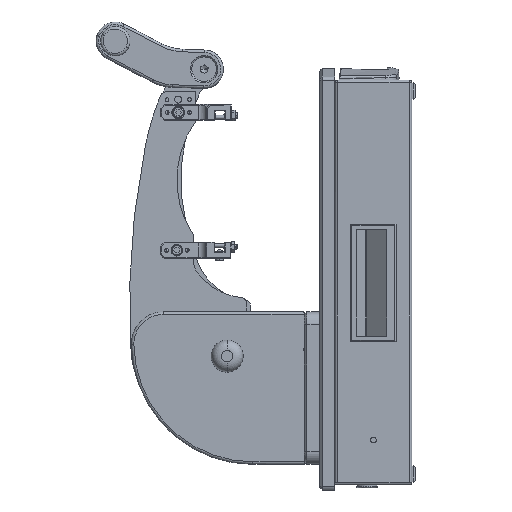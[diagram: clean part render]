
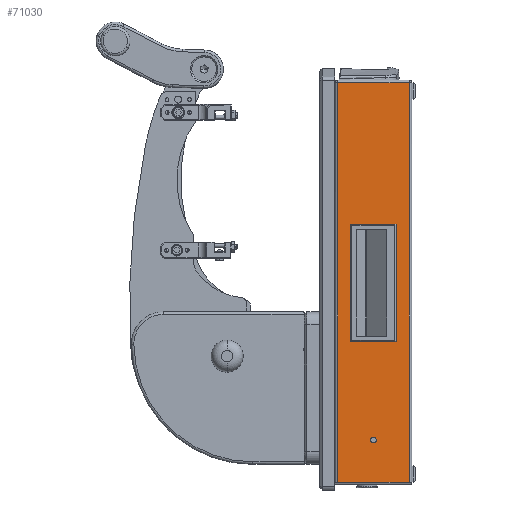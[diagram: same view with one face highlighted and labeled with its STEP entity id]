
A CAD part, left-side view. The second image highlights one B-rep face of the part: STEP entity #71030.
In plain terms, the highlighted face is planar.
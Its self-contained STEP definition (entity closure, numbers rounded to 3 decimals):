
#798 = ORIENTED_EDGE ( 'NONE', *, *, #66410, .T. ) ;
#906 = LINE ( 'NONE', #31677, #17296 ) ;
#1386 = EDGE_CURVE ( 'NONE', #83157, #86810, #906, .T. ) ;
#1671 = ORIENTED_EDGE ( 'NONE', *, *, #15188, .T. ) ;
#1842 = EDGE_CURVE ( 'NONE', #80948, #66124, #34750, .T. ) ;
#2761 = ORIENTED_EDGE ( 'NONE', *, *, #42714, .F. ) ;
#3712 = CIRCLE ( 'NONE', #90837, 2.25 ) ;
#3872 = ORIENTED_EDGE ( 'NONE', *, *, #27980, .T. ) ;
#5638 = FACE_OUTER_BOUND ( 'NONE', #88974, .T. ) ;
#6300 = DIRECTION ( 'NONE',  ( 0., 0., -1. ) ) ;
#6770 = VERTEX_POINT ( 'NONE', #46460 ) ;
#6951 = DIRECTION ( 'NONE',  ( 0., -1., 0. ) ) ;
#8771 = LINE ( 'NONE', #66735, #36097 ) ;
#10462 = EDGE_CURVE ( 'NONE', #13949, #27579, #46623, .T. ) ;
#11472 = DIRECTION ( 'NONE',  ( 0., 1., 0. ) ) ;
#12003 = CARTESIAN_POINT ( 'NONE',  ( 200.3, 0., 13.85 ) ) ;
#12605 = VERTEX_POINT ( 'NONE', #38662 ) ;
#13040 = DIRECTION ( 'NONE',  ( 0., 0., 1. ) ) ;
#13757 = DIRECTION ( 'NONE',  ( 0., -1., 0. ) ) ;
#13949 = VERTEX_POINT ( 'NONE', #78914 ) ;
#14806 = VECTOR ( 'NONE', #15330, 1000. ) ;
#15188 = EDGE_CURVE ( 'NONE', #68389, #52796, #44031, .T. ) ;
#15330 = DIRECTION ( 'NONE',  ( 1., 0., 0. ) ) ;
#15787 = DIRECTION ( 'NONE',  ( 0., 0., 1. ) ) ;
#15838 = ORIENTED_EDGE ( 'NONE', *, *, #63394, .T. ) ;
#17123 = DIRECTION ( 'NONE',  ( 0., 0., -1. ) ) ;
#17296 = VECTOR ( 'NONE', #31375, 1000. ) ;
#19162 = CARTESIAN_POINT ( 'NONE',  ( 2.1, 0., 30. ) ) ;
#19807 = AXIS2_PLACEMENT_3D ( 'NONE', #62857, #69959, #6300 ) ;
#20222 = LINE ( 'NONE', #48966, #14806 ) ;
#20588 = CARTESIAN_POINT ( 'NONE',  ( 2.1, 0., 27.9 ) ) ;
#24743 = EDGE_LOOP ( 'NONE', ( #36578, #798, #15838, #58490, #52430, #72099, #42440, #3872 ) ) ;
#24896 = EDGE_CURVE ( 'NONE', #12605, #82761, #28960, .T. ) ;
#25250 = VERTEX_POINT ( 'NONE', #88246 ) ;
#25353 = CARTESIAN_POINT ( 'NONE',  ( 2.1, 0., -27.9 ) ) ;
#27579 = VERTEX_POINT ( 'NONE', #67546 ) ;
#27980 = EDGE_CURVE ( 'NONE', #60281, #83157, #51348, .T. ) ;
#28793 = VECTOR ( 'NONE', #45457, 1000. ) ;
#28960 = CIRCLE ( 'NONE', #58808, 1.5 ) ;
#29637 = FACE_BOUND ( 'NONE', #55604, .T. ) ;
#31375 = DIRECTION ( 'NONE',  ( 0., 0., 1. ) ) ;
#31677 = CARTESIAN_POINT ( 'NONE',  ( 201.8, 0., -13.85 ) ) ;
#34750 = CIRCLE ( 'NONE', #49843, 1.5 ) ;
#35777 = CARTESIAN_POINT ( 'NONE',  ( 313.9, 0., 27.9 ) ) ;
#35857 = CARTESIAN_POINT ( 'NONE',  ( 281., 0., -2.25 ) ) ;
#36097 = VECTOR ( 'NONE', #17123, 1000. ) ;
#36578 = ORIENTED_EDGE ( 'NONE', *, *, #1386, .T. ) ;
#38662 = CARTESIAN_POINT ( 'NONE',  ( 115.7, 0., 15.35 ) ) ;
#39751 = AXIS2_PLACEMENT_3D ( 'NONE', #69141, #40566, #13040 ) ;
#40566 = DIRECTION ( 'NONE',  ( 0., 1., 0. ) ) ;
#42440 = ORIENTED_EDGE ( 'NONE', *, *, #83413, .T. ) ;
#42714 = EDGE_CURVE ( 'NONE', #68389, #13949, #84344, .T. ) ;
#44031 = LINE ( 'NONE', #74706, #56074 ) ;
#44256 = ORIENTED_EDGE ( 'NONE', *, *, #64800, .T. ) ;
#45457 = DIRECTION ( 'NONE',  ( 0., 0., -1. ) ) ;
#46142 = CIRCLE ( 'NONE', #47145, 1.5 ) ;
#46460 = CARTESIAN_POINT ( 'NONE',  ( 281., 0., 2.25 ) ) ;
#46623 = LINE ( 'NONE', #25353, #48778 ) ;
#47145 = AXIS2_PLACEMENT_3D ( 'NONE', #12003, #74898, #82581 ) ;
#48778 = VECTOR ( 'NONE', #60304, 1000. ) ;
#48966 = CARTESIAN_POINT ( 'NONE',  ( 115.7, 0., -15.35 ) ) ;
#49219 = EDGE_CURVE ( 'NONE', #6770, #79947, #74316, .T. ) ;
#49843 = AXIS2_PLACEMENT_3D ( 'NONE', #78035, #6951, #85090 ) ;
#51348 = CIRCLE ( 'NONE', #67323, 1.5 ) ;
#52430 = ORIENTED_EDGE ( 'NONE', *, *, #75208, .T. ) ;
#52796 = VERTEX_POINT ( 'NONE', #35777 ) ;
#53127 = CARTESIAN_POINT ( 'NONE',  ( 281., 0., 0. ) ) ;
#53156 = DIRECTION ( 'NONE',  ( 1., 0., 0. ) ) ;
#53767 = DIRECTION ( 'NONE',  ( 0., 0., -1. ) ) ;
#55604 = EDGE_LOOP ( 'NONE', ( #73617, #67394 ) ) ;
#56074 = VECTOR ( 'NONE', #53156, 1000. ) ;
#57104 = CARTESIAN_POINT ( 'NONE',  ( 115.7, 0., 13.85 ) ) ;
#58257 = CARTESIAN_POINT ( 'NONE',  ( 114.2, 0., 13.85 ) ) ;
#58322 = DIRECTION ( 'NONE',  ( 0., -1., 0. ) ) ;
#58490 = ORIENTED_EDGE ( 'NONE', *, *, #24896, .T. ) ;
#58808 = AXIS2_PLACEMENT_3D ( 'NONE', #57104, #58322, #15787 ) ;
#60281 = VERTEX_POINT ( 'NONE', #88509 ) ;
#60304 = DIRECTION ( 'NONE',  ( 1., 0., 0. ) ) ;
#62836 = LINE ( 'NONE', #87523, #28793 ) ;
#62857 = CARTESIAN_POINT ( 'NONE',  ( 0., 0., 30. ) ) ;
#63394 = EDGE_CURVE ( 'NONE', #25250, #12605, #90543, .T. ) ;
#63908 = ORIENTED_EDGE ( 'NONE', *, *, #10462, .F. ) ;
#64800 = EDGE_CURVE ( 'NONE', #52796, #27579, #62836, .T. ) ;
#65245 = CARTESIAN_POINT ( 'NONE',  ( 201.8, 0., -13.85 ) ) ;
#65332 = DIRECTION ( 'NONE',  ( -1., 0., 0. ) ) ;
#65871 = FACE_BOUND ( 'NONE', #24743, .T. ) ;
#66124 = VERTEX_POINT ( 'NONE', #76806 ) ;
#66410 = EDGE_CURVE ( 'NONE', #86810, #25250, #46142, .T. ) ;
#66735 = CARTESIAN_POINT ( 'NONE',  ( 114.2, 0., -13.85 ) ) ;
#67323 = AXIS2_PLACEMENT_3D ( 'NONE', #83724, #13757, #84010 ) ;
#67394 = ORIENTED_EDGE ( 'NONE', *, *, #69832, .F. ) ;
#67546 = CARTESIAN_POINT ( 'NONE',  ( 313.9, 0., -27.9 ) ) ;
#68389 = VERTEX_POINT ( 'NONE', #20588 ) ;
#69141 = CARTESIAN_POINT ( 'NONE',  ( 281., 0., 0. ) ) ;
#69832 = EDGE_CURVE ( 'NONE', #79947, #6770, #3712, .T. ) ;
#69959 = DIRECTION ( 'NONE',  ( 0., -1., 0. ) ) ;
#70160 = CARTESIAN_POINT ( 'NONE',  ( 114.2, 0., -13.85 ) ) ;
#71030 = ADVANCED_FACE ( 'NONE', ( #65871, #5638, #29637 ), #90212, .F. ) ;
#72099 = ORIENTED_EDGE ( 'NONE', *, *, #1842, .T. ) ;
#73029 = VECTOR ( 'NONE', #65332, 1000. ) ;
#73096 = CARTESIAN_POINT ( 'NONE',  ( 115.7, 0., 15.35 ) ) ;
#73617 = ORIENTED_EDGE ( 'NONE', *, *, #49219, .F. ) ;
#74316 = CIRCLE ( 'NONE', #39751, 2.25 ) ;
#74500 = VECTOR ( 'NONE', #53767, 1000. ) ;
#74706 = CARTESIAN_POINT ( 'NONE',  ( 2.1, 0., 27.9 ) ) ;
#74898 = DIRECTION ( 'NONE',  ( 0., -1., 0. ) ) ;
#75208 = EDGE_CURVE ( 'NONE', #82761, #80948, #8771, .T. ) ;
#76806 = CARTESIAN_POINT ( 'NONE',  ( 115.7, 0., -15.35 ) ) ;
#78035 = CARTESIAN_POINT ( 'NONE',  ( 115.7, 0., -13.85 ) ) ;
#78914 = CARTESIAN_POINT ( 'NONE',  ( 2.1, 0., -27.9 ) ) ;
#79947 = VERTEX_POINT ( 'NONE', #35857 ) ;
#80360 = CARTESIAN_POINT ( 'NONE',  ( 201.8, 0., 13.85 ) ) ;
#80948 = VERTEX_POINT ( 'NONE', #70160 ) ;
#82581 = DIRECTION ( 'NONE',  ( 0., 0., 1. ) ) ;
#82761 = VERTEX_POINT ( 'NONE', #58257 ) ;
#83157 = VERTEX_POINT ( 'NONE', #65245 ) ;
#83413 = EDGE_CURVE ( 'NONE', #66124, #60281, #20222, .T. ) ;
#83724 = CARTESIAN_POINT ( 'NONE',  ( 200.3, 0., -13.85 ) ) ;
#84010 = DIRECTION ( 'NONE',  ( 0., 0., -1. ) ) ;
#84344 = LINE ( 'NONE', #19162, #74500 ) ;
#85090 = DIRECTION ( 'NONE',  ( 0., 0., 1. ) ) ;
#86810 = VERTEX_POINT ( 'NONE', #80360 ) ;
#87523 = CARTESIAN_POINT ( 'NONE',  ( 313.9, 0., 30. ) ) ;
#88137 = DIRECTION ( 'NONE',  ( 0., 0., 1. ) ) ;
#88246 = CARTESIAN_POINT ( 'NONE',  ( 200.3, 0., 15.35 ) ) ;
#88509 = CARTESIAN_POINT ( 'NONE',  ( 200.3, 0., -15.35 ) ) ;
#88974 = EDGE_LOOP ( 'NONE', ( #63908, #2761, #1671, #44256 ) ) ;
#90212 = PLANE ( 'NONE',  #19807 ) ;
#90543 = LINE ( 'NONE', #73096, #73029 ) ;
#90837 = AXIS2_PLACEMENT_3D ( 'NONE', #53127, #11472, #88137 ) ;
